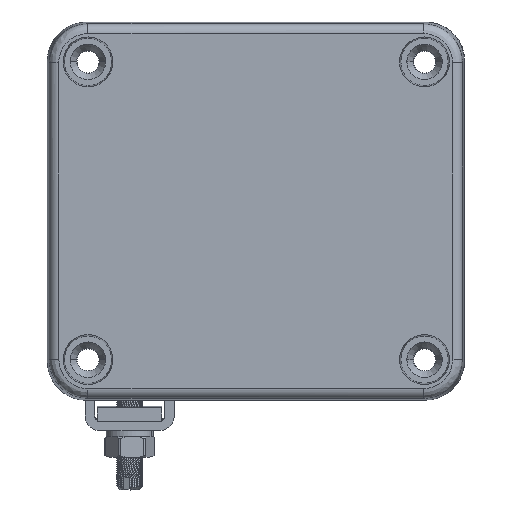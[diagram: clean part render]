
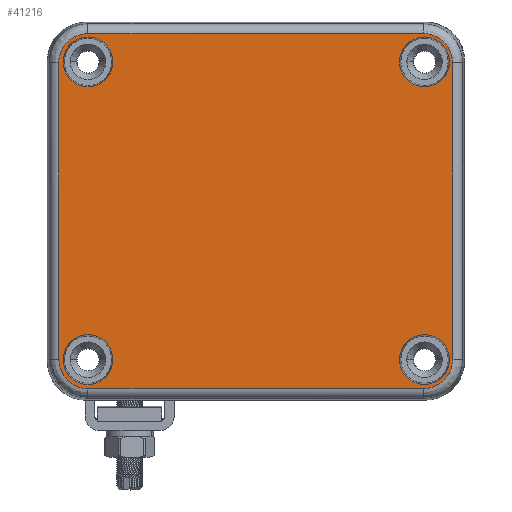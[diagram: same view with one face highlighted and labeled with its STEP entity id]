
A CAD part, top view. The second image highlights one B-rep face of the part: STEP entity #41216.
In plain terms, the highlighted planar face has unit normal (0, 0, 1).
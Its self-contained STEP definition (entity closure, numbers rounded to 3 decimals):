
#40449 = VERTEX_POINT('',#40450);
#40450 = CARTESIAN_POINT('',(3.85,46.,9.3));
#40456 = EDGE_CURVE('',#40449,#40457,#40459,.T.);
#40457 = VERTEX_POINT('',#40458);
#40458 = CARTESIAN_POINT('',(-3.85,46.,9.3));
#40459 = CIRCLE('',#40460,3.85);
#40460 = AXIS2_PLACEMENT_3D('',#40461,#40462,#40463);
#40461 = CARTESIAN_POINT('',(0.,46.,9.3));
#40462 = DIRECTION('',(0.,0.,-1.));
#40463 = DIRECTION('',(1.,0.,0.));
#40491 = VERTEX_POINT('',#40492);
#40492 = CARTESIAN_POINT('',(3.85,0.,9.3));
#40498 = EDGE_CURVE('',#40491,#40499,#40501,.T.);
#40499 = VERTEX_POINT('',#40500);
#40500 = CARTESIAN_POINT('',(-3.85,0.,9.3));
#40501 = CIRCLE('',#40502,3.85);
#40502 = AXIS2_PLACEMENT_3D('',#40503,#40504,#40505);
#40503 = CARTESIAN_POINT('',(0.,0.,9.3)
  );
#40504 = DIRECTION('',(0.,0.,-1.));
#40505 = DIRECTION('',(1.,0.,0.));
#40533 = VERTEX_POINT('',#40534);
#40534 = CARTESIAN_POINT('',(52.,-3.85,9.3));
#40540 = EDGE_CURVE('',#40533,#40541,#40543,.T.);
#40541 = VERTEX_POINT('',#40542);
#40542 = CARTESIAN_POINT('',(52.,3.85,9.3));
#40543 = CIRCLE('',#40544,3.85);
#40544 = AXIS2_PLACEMENT_3D('',#40545,#40546,#40547);
#40545 = CARTESIAN_POINT('',(52.,0.,9.3));
#40546 = DIRECTION('',(0.,0.,-1.));
#40547 = DIRECTION('',(0.,-1.,0.));
#40575 = VERTEX_POINT('',#40576);
#40576 = CARTESIAN_POINT('',(55.85,46.,9.3));
#40582 = EDGE_CURVE('',#40575,#40583,#40585,.T.);
#40583 = VERTEX_POINT('',#40584);
#40584 = CARTESIAN_POINT('',(48.15,46.,9.3));
#40585 = CIRCLE('',#40586,3.85);
#40586 = AXIS2_PLACEMENT_3D('',#40587,#40588,#40589);
#40587 = CARTESIAN_POINT('',(52.,46.,9.3));
#40588 = DIRECTION('',(0.,0.,-1.));
#40589 = DIRECTION('',(1.,0.,0.));
#41216 = ADVANCED_FACE('',(#41217,#41227,#41237,#41247,#41257),#41351,
  .T.);
#41217 = FACE_BOUND('',#41218,.T.);
#41218 = EDGE_LOOP('',(#41219,#41220));
#41219 = ORIENTED_EDGE('',*,*,#40456,.T.);
#41220 = ORIENTED_EDGE('',*,*,#41221,.T.);
#41221 = EDGE_CURVE('',#40457,#40449,#41222,.T.);
#41222 = CIRCLE('',#41223,3.85);
#41223 = AXIS2_PLACEMENT_3D('',#41224,#41225,#41226);
#41224 = CARTESIAN_POINT('',(0.,46.,9.3));
#41225 = DIRECTION('',(0.,0.,-1.));
#41226 = DIRECTION('',(1.,0.,0.));
#41227 = FACE_BOUND('',#41228,.T.);
#41228 = EDGE_LOOP('',(#41229,#41230));
#41229 = ORIENTED_EDGE('',*,*,#40498,.T.);
#41230 = ORIENTED_EDGE('',*,*,#41231,.T.);
#41231 = EDGE_CURVE('',#40499,#40491,#41232,.T.);
#41232 = CIRCLE('',#41233,3.85);
#41233 = AXIS2_PLACEMENT_3D('',#41234,#41235,#41236);
#41234 = CARTESIAN_POINT('',(0.,0.,9.3)
  );
#41235 = DIRECTION('',(0.,0.,-1.));
#41236 = DIRECTION('',(1.,0.,0.));
#41237 = FACE_BOUND('',#41238,.T.);
#41238 = EDGE_LOOP('',(#41239,#41240));
#41239 = ORIENTED_EDGE('',*,*,#40540,.T.);
#41240 = ORIENTED_EDGE('',*,*,#41241,.T.);
#41241 = EDGE_CURVE('',#40541,#40533,#41242,.T.);
#41242 = CIRCLE('',#41243,3.85);
#41243 = AXIS2_PLACEMENT_3D('',#41244,#41245,#41246);
#41244 = CARTESIAN_POINT('',(52.,0.,9.3));
#41245 = DIRECTION('',(0.,0.,-1.));
#41246 = DIRECTION('',(0.,-1.,0.));
#41247 = FACE_BOUND('',#41248,.T.);
#41248 = EDGE_LOOP('',(#41249,#41250));
#41249 = ORIENTED_EDGE('',*,*,#40582,.T.);
#41250 = ORIENTED_EDGE('',*,*,#41251,.T.);
#41251 = EDGE_CURVE('',#40583,#40575,#41252,.T.);
#41252 = CIRCLE('',#41253,3.85);
#41253 = AXIS2_PLACEMENT_3D('',#41254,#41255,#41256);
#41254 = CARTESIAN_POINT('',(52.,46.,9.3));
#41255 = DIRECTION('',(0.,0.,-1.));
#41256 = DIRECTION('',(1.,0.,0.));
#41257 = FACE_BOUND('',#41258,.T.);
#41258 = EDGE_LOOP('',(#41259,#41269,#41284,#41292,#41307,#41315,#41330,
    #41338));
#41259 = ORIENTED_EDGE('',*,*,#41260,.T.);
#41260 = EDGE_CURVE('',#41261,#41263,#41265,.T.);
#41261 = VERTEX_POINT('',#41262);
#41262 = CARTESIAN_POINT('',(56.33,0.02,9.3));
#41263 = VERTEX_POINT('',#41264);
#41264 = CARTESIAN_POINT('',(56.33,45.871,9.3));
#41265 = LINE('',#41266,#41267);
#41266 = CARTESIAN_POINT('',(56.33,-8.722,9.3));
#41267 = VECTOR('',#41268,1.);
#41268 = DIRECTION('',(-0.,1.,0.));
#41269 = ORIENTED_EDGE('',*,*,#41270,.T.);
#41270 = EDGE_CURVE('',#41263,#41271,#41273,.T.);
#41271 = VERTEX_POINT('',#41272);
#41272 = CARTESIAN_POINT('',(51.832,50.368,9.3));
#41273 = B_SPLINE_CURVE_WITH_KNOTS('',3,(#41274,#41275,#41276,#41277,
    #41278,#41279,#41280,#41281,#41282,#41283),.UNSPECIFIED.,.F.,.F.,(4,
    2,2,2,4),(0.,0.25,0.5,0.75,1.),.UNSPECIFIED.);
#41274 = CARTESIAN_POINT('',(56.33,45.871,9.3));
#41275 = CARTESIAN_POINT('',(56.33,46.461,9.3));
#41276 = CARTESIAN_POINT('',(56.213,47.047,9.3));
#41277 = CARTESIAN_POINT('',(55.762,48.137,9.3));
#41278 = CARTESIAN_POINT('',(55.43,48.634,9.3));
#41279 = CARTESIAN_POINT('',(54.596,49.468,9.3));
#41280 = CARTESIAN_POINT('',(54.099,49.8,9.3));
#41281 = CARTESIAN_POINT('',(53.009,50.252,9.3));
#41282 = CARTESIAN_POINT('',(52.423,50.368,9.3));
#41283 = CARTESIAN_POINT('',(51.832,50.368,9.3));
#41284 = ORIENTED_EDGE('',*,*,#41285,.T.);
#41285 = EDGE_CURVE('',#41271,#41286,#41288,.T.);
#41286 = VERTEX_POINT('',#41287);
#41287 = CARTESIAN_POINT('',(-0.011,50.368,9.3));
#41288 = LINE('',#41289,#41290);
#41289 = CARTESIAN_POINT('',(-7.61,50.368,9.3));
#41290 = VECTOR('',#41291,1.);
#41291 = DIRECTION('',(-1.,-0.,0.));
#41292 = ORIENTED_EDGE('',*,*,#41293,.T.);
#41293 = EDGE_CURVE('',#41286,#41294,#41296,.T.);
#41294 = VERTEX_POINT('',#41295);
#41295 = CARTESIAN_POINT('',(-4.508,45.871,9.3));
#41296 = B_SPLINE_CURVE_WITH_KNOTS('',3,(#41297,#41298,#41299,#41300,
    #41301,#41302,#41303,#41304,#41305,#41306),.UNSPECIFIED.,.F.,.F.,(4,
    2,2,2,4),(0.,0.25,0.5,0.75,1.),.UNSPECIFIED.);
#41297 = CARTESIAN_POINT('',(-0.011,50.368,9.3));
#41298 = CARTESIAN_POINT('',(-0.601,50.368,9.3));
#41299 = CARTESIAN_POINT('',(-1.187,50.252,9.3));
#41300 = CARTESIAN_POINT('',(-2.277,49.8,9.3));
#41301 = CARTESIAN_POINT('',(-2.774,49.468,9.3));
#41302 = CARTESIAN_POINT('',(-3.608,48.634,9.3));
#41303 = CARTESIAN_POINT('',(-3.94,48.137,9.3));
#41304 = CARTESIAN_POINT('',(-4.392,47.047,9.3));
#41305 = CARTESIAN_POINT('',(-4.508,46.462,9.3));
#41306 = CARTESIAN_POINT('',(-4.508,45.871,9.3));
#41307 = ORIENTED_EDGE('',*,*,#41308,.T.);
#41308 = EDGE_CURVE('',#41294,#41309,#41311,.T.);
#41309 = VERTEX_POINT('',#41310);
#41310 = CARTESIAN_POINT('',(-4.508,0.02,9.3));
#41311 = LINE('',#41312,#41313);
#41312 = CARTESIAN_POINT('',(-4.508,-8.722,9.3));
#41313 = VECTOR('',#41314,1.);
#41314 = DIRECTION('',(0.,-1.,-0.));
#41315 = ORIENTED_EDGE('',*,*,#41316,.T.);
#41316 = EDGE_CURVE('',#41309,#41317,#41319,.T.);
#41317 = VERTEX_POINT('',#41318);
#41318 = CARTESIAN_POINT('',(-0.011,-4.477,9.3));
#41319 = B_SPLINE_CURVE_WITH_KNOTS('',3,(#41320,#41321,#41322,#41323,
    #41324,#41325,#41326,#41327,#41328,#41329),.UNSPECIFIED.,.F.,.F.,(4,
    2,2,2,4),(0.,0.25,0.5,0.75,1.),.UNSPECIFIED.);
#41320 = CARTESIAN_POINT('',(-4.508,0.02,9.3));
#41321 = CARTESIAN_POINT('',(-4.508,-0.57,9.3));
#41322 = CARTESIAN_POINT('',(-4.392,-1.156,9.3));
#41323 = CARTESIAN_POINT('',(-3.94,-2.246,9.3));
#41324 = CARTESIAN_POINT('',(-3.608,-2.743,9.3));
#41325 = CARTESIAN_POINT('',(-2.774,-3.577,9.3));
#41326 = CARTESIAN_POINT('',(-2.277,-3.909,9.3));
#41327 = CARTESIAN_POINT('',(-1.187,-4.361,9.3));
#41328 = CARTESIAN_POINT('',(-0.602,-4.477,9.3));
#41329 = CARTESIAN_POINT('',(-0.011,-4.477,9.3));
#41330 = ORIENTED_EDGE('',*,*,#41331,.T.);
#41331 = EDGE_CURVE('',#41317,#41332,#41334,.T.);
#41332 = VERTEX_POINT('',#41333);
#41333 = CARTESIAN_POINT('',(51.832,-4.477,9.3));
#41334 = LINE('',#41335,#41336);
#41335 = CARTESIAN_POINT('',(-7.61,-4.477,9.3));
#41336 = VECTOR('',#41337,1.);
#41337 = DIRECTION('',(1.,0.,-0.));
#41338 = ORIENTED_EDGE('',*,*,#41339,.T.);
#41339 = EDGE_CURVE('',#41332,#41261,#41340,.T.);
#41340 = B_SPLINE_CURVE_WITH_KNOTS('',3,(#41341,#41342,#41343,#41344,
    #41345,#41346,#41347,#41348,#41349,#41350),.UNSPECIFIED.,.F.,.F.,(4,
    2,2,2,4),(0.,0.25,0.5,0.75,1.),.UNSPECIFIED.);
#41341 = CARTESIAN_POINT('',(51.832,-4.477,9.3));
#41342 = CARTESIAN_POINT('',(52.423,-4.477,9.3));
#41343 = CARTESIAN_POINT('',(53.008,-4.361,9.3));
#41344 = CARTESIAN_POINT('',(54.099,-3.909,9.3));
#41345 = CARTESIAN_POINT('',(54.596,-3.577,9.3));
#41346 = CARTESIAN_POINT('',(55.43,-2.743,9.3));
#41347 = CARTESIAN_POINT('',(55.762,-2.246,9.3));
#41348 = CARTESIAN_POINT('',(56.213,-1.156,9.3));
#41349 = CARTESIAN_POINT('',(56.33,-0.571,9.3));
#41350 = CARTESIAN_POINT('',(56.33,0.02,9.3));
#41351 = PLANE('',#41352);
#41352 = AXIS2_PLACEMENT_3D('',#41353,#41354,#41355);
#41353 = CARTESIAN_POINT('',(-7.61,-8.722,9.3));
#41354 = DIRECTION('',(0.,0.,1.));
#41355 = DIRECTION('',(1.,0.,-0.));
